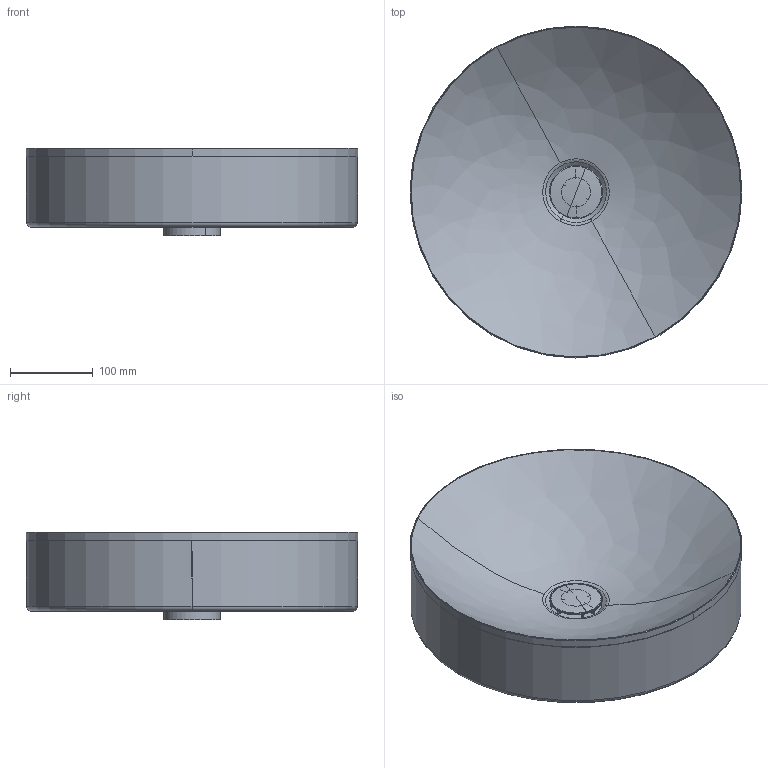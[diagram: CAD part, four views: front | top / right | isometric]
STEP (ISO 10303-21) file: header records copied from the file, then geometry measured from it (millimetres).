
FILE_DESCRIPTION(('CATIA V6 STEP','CAx-IF Rec.Pracs.--- Model Styling and Organization---1.5--- 2016-08-15','CAx-IF Rec.Pracs.---Supplemental Geometry---1.0---2011-11-01','CAx-IF Rec.Pracs.--- Composite Materials ---3.4---2017-06-13','CAx-IF Rec.Pracs.---Tessellated 3D Geometry---1.0---2015-12-17'),'2;1');
FILE_NAME('prd-HG-00257018.stp','2022-08-24T09:04:55+00:00',('none'),('none'),'3DEXPERIENCE Platform3DEXPERIENCE R2021x HotFix 8','3DEXPERIENCE Platform STEP AP242 v2','none');
FILE_SCHEMA(('AP242_MANAGED_MODEL_BASED_3D_ENGINEERING_MIM_LF {1 0 10303 442 1 1 4}'));
Length unit declared in the file: millimetre
Products named in the file (7): P-2_AX_Univers.BuB_AWT_400_o.Hl.u.Uel; P-2_Blende_D400x95_AX_Wash_Bowl; P-2_HG_Waschtischventil_short; V5_P_2_Stopfen_WT-Ablaufventil; V5_Blende_WT-Ablaufventil; V5_P_2_Ventiloberteil_WT-Ablaufventil; P-2_Wash_Bowl_400x95_rund_Starck
Assembly tree (6 placements, depth 3):
  P-2_AX_Univers.BuB_AWT_400_o.Hl.u.Uel
    P-2_Blende_D400x95_AX_Wash_Bowl
    P-2_HG_Waschtischventil_short
      V5_P_2_Stopfen_WT-Ablaufventil
      V5_Blende_WT-Ablaufventil
      V5_P_2_Ventiloberteil_WT-Ablaufventil
    P-2_Wash_Bowl_400x95_rund_Starck
Bounding box: 400 x 400 x 105.1 mm (x, y, z)
Volume: 1943256.7 mm3; surface area: 595585.5 mm2
Topology: 5 solids, 5 shells, 228 faces, 548 edges, 298 vertices
Faces by surface type: cylinder 88, torus 44, plane 44, sphere 38, cone 10, revolution 4
Entity records: 6130 total; most frequent: CARTESIAN_POINT 1187, ORIENTED_EDGE 1024, DIRECTION 878, AXIS2_PLACEMENT_3D 513, EDGE_CURVE 512, CIRCLE 314, VERTEX_POINT 298, EDGE_LOOP 236
